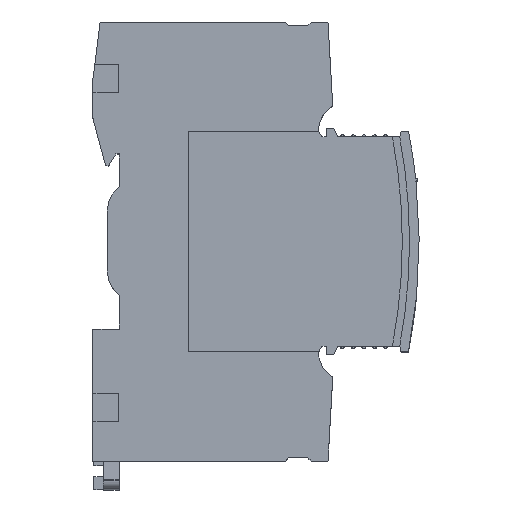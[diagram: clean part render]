
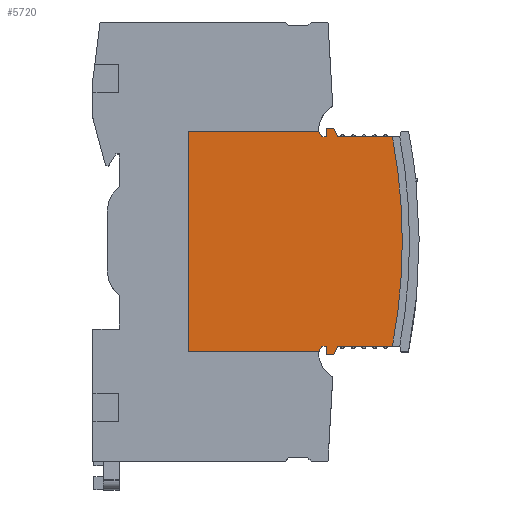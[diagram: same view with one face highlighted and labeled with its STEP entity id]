
A CAD part, top view. The second image highlights one B-rep face of the part: STEP entity #5720.
In plain terms, the highlighted face is planar.
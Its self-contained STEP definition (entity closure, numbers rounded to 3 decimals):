
#118 = VECTOR ( 'NONE', #12361, 1000. ) ;
#131 = CARTESIAN_POINT ( 'NONE',  ( 18., 1.2, -28.7 ) ) ;
#143 = ORIENTED_EDGE ( 'NONE', *, *, #3709, .T. ) ;
#309 = CARTESIAN_POINT ( 'NONE',  ( 18., 23., 72. ) ) ;
#353 = EDGE_CURVE ( 'NONE', #15075, #2856, #17051, .T. ) ;
#379 = VECTOR ( 'NONE', #4151, 1000. ) ;
#569 = LINE ( 'NONE', #6831, #1353 ) ;
#672 = LINE ( 'NONE', #9786, #16477 ) ;
#674 = DIRECTION ( 'NONE',  ( 0., 0., -1. ) ) ;
#912 = ORIENTED_EDGE ( 'NONE', *, *, #9338, .T. ) ;
#927 = ORIENTED_EDGE ( 'NONE', *, *, #8649, .T. ) ;
#941 = CARTESIAN_POINT ( 'NONE',  ( 18., 46.5, -28.7 ) ) ;
#1238 = DIRECTION ( 'NONE',  ( 0., 0.906, -0.423 ) ) ;
#1241 = ORIENTED_EDGE ( 'NONE', *, *, #15377, .T. ) ;
#1353 = VECTOR ( 'NONE', #4239, 1000. ) ;
#1754 = VERTEX_POINT ( 'NONE', #13825 ) ;
#1764 = LINE ( 'NONE', #3000, #118 ) ;
#1970 = VERTEX_POINT ( 'NONE', #13713 ) ;
#2157 = EDGE_CURVE ( 'NONE', #2856, #6562, #16763, .T. ) ;
#2536 = CARTESIAN_POINT ( 'NONE',  ( 18., 0., -27.007 ) ) ;
#2542 = LINE ( 'NONE', #7825, #14617 ) ;
#2570 = CIRCLE ( 'NONE', #16462, 116.485 ) ;
#2731 = EDGE_CURVE ( 'NONE', #7985, #1970, #2542, .T. ) ;
#2856 = VERTEX_POINT ( 'NONE', #15573 ) ;
#3000 = CARTESIAN_POINT ( 'NONE',  ( 18., 44.8, -30.993 ) ) ;
#3103 = LINE ( 'NONE', #8466, #7620 ) ;
#3194 = CARTESIAN_POINT ( 'NONE',  ( 18., 23., -44.485 ) ) ;
#3257 = CARTESIAN_POINT ( 'NONE',  ( 18., 44.8, -28.7 ) ) ;
#3404 = CARTESIAN_POINT ( 'NONE',  ( 18., 1.2, -27.7 ) ) ;
#3407 = DIRECTION ( 'NONE',  ( 0., 0., 1. ) ) ;
#3652 = ORIENTED_EDGE ( 'NONE', *, *, #17144, .T. ) ;
#3709 = EDGE_CURVE ( 'NONE', #17099, #14195, #9897, .T. ) ;
#3722 = EDGE_CURVE ( 'NONE', #14195, #16851, #14953, .T. ) ;
#3825 = ORIENTED_EDGE ( 'NONE', *, *, #353, .T. ) ;
#3849 = VECTOR ( 'NONE', #3407, 1000. ) ;
#3874 = CARTESIAN_POINT ( 'NONE',  ( 18., 1.2, -42.427 ) ) ;
#4151 = DIRECTION ( 'NONE',  ( 0., -1., 0. ) ) ;
#4239 = DIRECTION ( 'NONE',  ( 0., 0., -1. ) ) ;
#4368 = CARTESIAN_POINT ( 'NONE',  ( 18., 44.8, -27.7 ) ) ;
#4415 = DIRECTION ( 'NONE',  ( 0., 0., -1. ) ) ;
#4497 = DIRECTION ( 'NONE',  ( 0., 0., -1. ) ) ;
#4543 = CARTESIAN_POINT ( 'NONE',  ( 18., 46.5, -28.7 ) ) ;
#4704 = VERTEX_POINT ( 'NONE', #6132 ) ;
#4917 = ORIENTED_EDGE ( 'NONE', *, *, #3722, .T. ) ;
#5616 = DIRECTION ( 'NONE',  ( -1., 0., 0. ) ) ;
#5653 = CARTESIAN_POINT ( 'NONE',  ( 18., 0., -27.007 ) ) ;
#5708 = EDGE_CURVE ( 'NONE', #4704, #11980, #3103, .T. ) ;
#5720 = ADVANCED_FACE ( 'NONE', ( #9949 ), #15261, .T. ) ;
#5741 = VECTOR ( 'NONE', #9212, 1000. ) ;
#5866 = ORIENTED_EDGE ( 'NONE', *, *, #8218, .T. ) ;
#5988 = AXIS2_PLACEMENT_3D ( 'NONE', #309, #7001, #4415 ) ;
#6074 = CIRCLE ( 'NONE', #16058, 116.485 ) ;
#6132 = CARTESIAN_POINT ( 'NONE',  ( 18., 0., 0. ) ) ;
#6153 = LINE ( 'NONE', #12831, #11827 ) ;
#6562 = VERTEX_POINT ( 'NONE', #4543 ) ;
#6565 = CARTESIAN_POINT ( 'NONE',  ( 18., 1.2, -27.7 ) ) ;
#6831 = CARTESIAN_POINT ( 'NONE',  ( 18., 1.2, -30.993 ) ) ;
#6946 = VECTOR ( 'NONE', #8333, 1000. ) ;
#7001 = DIRECTION ( 'NONE',  ( 1., 0., 0. ) ) ;
#7172 = ORIENTED_EDGE ( 'NONE', *, *, #11952, .F. ) ;
#7442 = EDGE_CURVE ( 'NONE', #6562, #17099, #10446, .T. ) ;
#7449 = ORIENTED_EDGE ( 'NONE', *, *, #2731, .T. ) ;
#7526 = DIRECTION ( 'NONE',  ( 0., 0., 1. ) ) ;
#7537 = LINE ( 'NONE', #3404, #9357 ) ;
#7620 = VECTOR ( 'NONE', #11250, 1000. ) ;
#7728 = CARTESIAN_POINT ( 'NONE',  ( 18., 44.8, -42.427 ) ) ;
#7825 = CARTESIAN_POINT ( 'NONE',  ( 18., -0.5, -30.2 ) ) ;
#7833 = DIRECTION ( 'NONE',  ( 0., -1., 0. ) ) ;
#7934 = VERTEX_POINT ( 'NONE', #7728 ) ;
#7985 = VERTEX_POINT ( 'NONE', #10770 ) ;
#8043 = EDGE_LOOP ( 'NONE', ( #11153, #3652, #3825, #15768, #10656, #143, #4917, #912, #1241, #11336, #9875, #5866, #16990, #927, #7449, #14872, #7172 ) ) ;
#8218 = EDGE_CURVE ( 'NONE', #14425, #11916, #7537, .T. ) ;
#8333 = DIRECTION ( 'NONE',  ( 0., 0.866, 0.5 ) ) ;
#8466 = CARTESIAN_POINT ( 'NONE',  ( 18., 0., 0. ) ) ;
#8474 = CARTESIAN_POINT ( 'NONE',  ( 18., 44.8, -27.7 ) ) ;
#8649 = EDGE_CURVE ( 'NONE', #13267, #7985, #6153, .T. ) ;
#8886 = VECTOR ( 'NONE', #7526, 1000. ) ;
#9212 = DIRECTION ( 'NONE',  ( 0., 0.906, 0.423 ) ) ;
#9264 = VECTOR ( 'NONE', #15034, 1000. ) ;
#9298 = CARTESIAN_POINT ( 'NONE',  ( 18., 23., 72. ) ) ;
#9338 = EDGE_CURVE ( 'NONE', #16851, #1754, #15300, .T. ) ;
#9357 = VECTOR ( 'NONE', #16776, 1000. ) ;
#9389 = DIRECTION ( 'NONE',  ( -1., 0., 0. ) ) ;
#9689 = CARTESIAN_POINT ( 'NONE',  ( 18., 23., 72. ) ) ;
#9705 = DIRECTION ( 'NONE',  ( 0., -1., 0. ) ) ;
#9728 = CARTESIAN_POINT ( 'NONE',  ( 18., 46., 0. ) ) ;
#9786 = CARTESIAN_POINT ( 'NONE',  ( 18., 46., 0. ) ) ;
#9806 = DIRECTION ( 'NONE',  ( 0., 0., 1. ) ) ;
#9875 = ORIENTED_EDGE ( 'NONE', *, *, #16524, .T. ) ;
#9897 = LINE ( 'NONE', #4368, #16673 ) ;
#9949 = FACE_OUTER_BOUND ( 'NONE', #8043, .T. ) ;
#10043 = EDGE_CURVE ( 'NONE', #7934, #10102, #6074, .T. ) ;
#10102 = VERTEX_POINT ( 'NONE', #3194 ) ;
#10124 = EDGE_CURVE ( 'NONE', #1970, #16007, #569, .T. ) ;
#10194 = CARTESIAN_POINT ( 'NONE',  ( 18., 44.8, -28.7 ) ) ;
#10446 = LINE ( 'NONE', #10194, #13235 ) ;
#10656 = ORIENTED_EDGE ( 'NONE', *, *, #7442, .T. ) ;
#10770 = CARTESIAN_POINT ( 'NONE',  ( 18., -0.5, -30.2 ) ) ;
#11153 = ORIENTED_EDGE ( 'NONE', *, *, #10043, .F. ) ;
#11157 = CARTESIAN_POINT ( 'NONE',  ( 18., 46., -27.007 ) ) ;
#11250 = DIRECTION ( 'NONE',  ( 0., 0., -1. ) ) ;
#11336 = ORIENTED_EDGE ( 'NONE', *, *, #5708, .T. ) ;
#11827 = VECTOR ( 'NONE', #674, 1000. ) ;
#11916 = VERTEX_POINT ( 'NONE', #12627 ) ;
#11952 = EDGE_CURVE ( 'NONE', #10102, #16007, #2570, .T. ) ;
#11980 = VERTEX_POINT ( 'NONE', #2536 ) ;
#12249 = LINE ( 'NONE', #5653, #9264 ) ;
#12343 = CARTESIAN_POINT ( 'NONE',  ( 18., -0.5, -28.7 ) ) ;
#12361 = DIRECTION ( 'NONE',  ( 0., 0., 1. ) ) ;
#12627 = CARTESIAN_POINT ( 'NONE',  ( 18., 1.2, -28.7 ) ) ;
#12831 = CARTESIAN_POINT ( 'NONE',  ( 18., -0.5, -28.7 ) ) ;
#12848 = CARTESIAN_POINT ( 'NONE',  ( 18., 44.8, -30.993 ) ) ;
#13235 = VECTOR ( 'NONE', #7833, 1000. ) ;
#13267 = VERTEX_POINT ( 'NONE', #12343 ) ;
#13305 = CARTESIAN_POINT ( 'NONE',  ( 18., 46.5, -30.2 ) ) ;
#13713 = CARTESIAN_POINT ( 'NONE',  ( 18., 1.2, -30.993 ) ) ;
#13825 = CARTESIAN_POINT ( 'NONE',  ( 18., 46., 0. ) ) ;
#13984 = CARTESIAN_POINT ( 'NONE',  ( 18., 46., -27.007 ) ) ;
#14195 = VERTEX_POINT ( 'NONE', #8474 ) ;
#14425 = VERTEX_POINT ( 'NONE', #6565 ) ;
#14617 = VECTOR ( 'NONE', #1238, 1000. ) ;
#14698 = DIRECTION ( 'NONE',  ( 0., 0., -1. ) ) ;
#14821 = LINE ( 'NONE', #131, #379 ) ;
#14872 = ORIENTED_EDGE ( 'NONE', *, *, #10124, .T. ) ;
#14953 = LINE ( 'NONE', #13984, #6946 ) ;
#15034 = DIRECTION ( 'NONE',  ( 0., 0.866, -0.5 ) ) ;
#15075 = VERTEX_POINT ( 'NONE', #12848 ) ;
#15261 = PLANE ( 'NONE',  #5988 ) ;
#15300 = LINE ( 'NONE', #9728, #3849 ) ;
#15377 = EDGE_CURVE ( 'NONE', #1754, #4704, #672, .T. ) ;
#15573 = CARTESIAN_POINT ( 'NONE',  ( 18., 46.5, -30.2 ) ) ;
#15693 = EDGE_CURVE ( 'NONE', #11916, #13267, #14821, .T. ) ;
#15768 = ORIENTED_EDGE ( 'NONE', *, *, #2157, .T. ) ;
#16007 = VERTEX_POINT ( 'NONE', #3874 ) ;
#16058 = AXIS2_PLACEMENT_3D ( 'NONE', #9689, #5616, #4497 ) ;
#16462 = AXIS2_PLACEMENT_3D ( 'NONE', #9298, #9389, #14698 ) ;
#16477 = VECTOR ( 'NONE', #9705, 1000. ) ;
#16524 = EDGE_CURVE ( 'NONE', #11980, #14425, #12249, .T. ) ;
#16673 = VECTOR ( 'NONE', #9806, 1000. ) ;
#16763 = LINE ( 'NONE', #941, #8886 ) ;
#16776 = DIRECTION ( 'NONE',  ( 0., 0., -1. ) ) ;
#16851 = VERTEX_POINT ( 'NONE', #11157 ) ;
#16990 = ORIENTED_EDGE ( 'NONE', *, *, #15693, .T. ) ;
#17051 = LINE ( 'NONE', #13305, #5741 ) ;
#17099 = VERTEX_POINT ( 'NONE', #3257 ) ;
#17144 = EDGE_CURVE ( 'NONE', #7934, #15075, #1764, .T. ) ;
